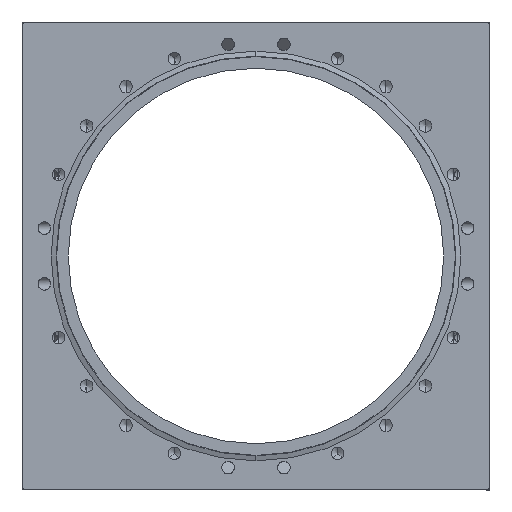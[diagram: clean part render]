
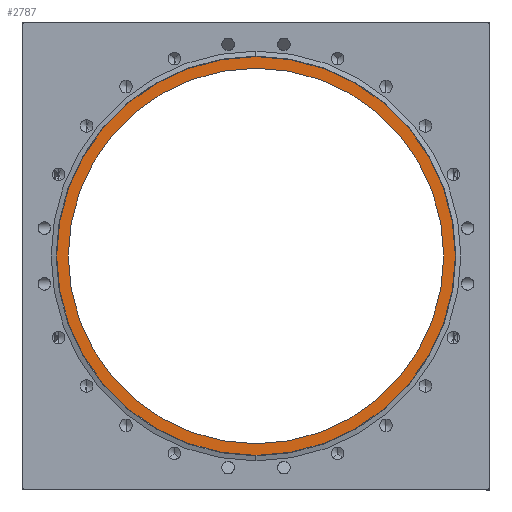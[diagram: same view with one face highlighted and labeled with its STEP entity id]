
A CAD part, left-side view. The second image highlights one B-rep face of the part: STEP entity #2787.
In plain terms, the highlighted face is planar.
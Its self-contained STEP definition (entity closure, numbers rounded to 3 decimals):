
#243 = CARTESIAN_POINT ( 'NONE',  ( 0., 22.75, -101.9 ) ) ;
#244 = CARTESIAN_POINT ( 'NONE',  ( 0., 22.75, -108.213 ) ) ;
#646 = ORIENTED_EDGE ( 'NONE', *, *, #5212, .F. ) ;
#655 = ORIENTED_EDGE ( 'NONE', *, *, #5206, .T. ) ;
#710 = ORIENTED_EDGE ( 'NONE', *, *, #5248, .F. ) ;
#727 = ORIENTED_EDGE ( 'NONE', *, *, #5249, .T. ) ;
#984 = CARTESIAN_POINT ( 'NONE',  ( 0., 22.75, 101.9 ) ) ;
#1075 = CARTESIAN_POINT ( 'NONE',  ( 0., 22.75, 108.213 ) ) ;
#1232 = EDGE_LOOP ( 'NONE', ( #727, #655 ) ) ;
#1239 = EDGE_LOOP ( 'NONE', ( #710, #646 ) ) ;
#1949 = CARTESIAN_POINT ( 'NONE',  ( 0., 22.75, 0. ) ) ;
#1950 = DIRECTION ( 'NONE',  ( 0., 1., 0. ) ) ;
#1951 = DIRECTION ( 'NONE',  ( 0., 0., 1. ) ) ;
#1968 = CARTESIAN_POINT ( 'NONE',  ( 0., 22.75, 0. ) ) ;
#1969 = DIRECTION ( 'NONE',  ( 0., 1., 0. ) ) ;
#1970 = DIRECTION ( 'NONE',  ( 0., 0., 1. ) ) ;
#2072 = CARTESIAN_POINT ( 'NONE',  ( 0., 22.75, 0. ) ) ;
#2073 = DIRECTION ( 'NONE',  ( 0., 1., 0. ) ) ;
#2074 = DIRECTION ( 'NONE',  ( 0., 0., 1. ) ) ;
#2076 = CARTESIAN_POINT ( 'NONE',  ( 0., 22.75, 0. ) ) ;
#2077 = DIRECTION ( 'NONE',  ( 0., 1., 0. ) ) ;
#2078 = DIRECTION ( 'NONE',  ( 0., 0., 1. ) ) ;
#2483 = AXIS2_PLACEMENT_3D ( 'NONE', #5501, #5499, #5507 ) ;
#2787 = ADVANCED_FACE ( 'NONE', ( #5502, #5504 ), #5505, .F. ) ;
#3317 = VERTEX_POINT ( 'NONE', #984 ) ;
#3421 = VERTEX_POINT ( 'NONE', #1075 ) ;
#3515 = VERTEX_POINT ( 'NONE', #243 ) ;
#3517 = VERTEX_POINT ( 'NONE', #244 ) ;
#4989 = CIRCLE ( 'NONE', #5016, 101.9 ) ;
#4996 = AXIS2_PLACEMENT_3D ( 'NONE', #2072, #2073, #2074 ) ;
#5016 = AXIS2_PLACEMENT_3D ( 'NONE', #1968, #1969, #1970 ) ;
#5023 = CIRCLE ( 'NONE', #4996, 101.9 ) ;
#5206 = EDGE_CURVE ( 'NONE', #3517, #3421, #6274, .T. ) ;
#5212 = EDGE_CURVE ( 'NONE', #3515, #3317, #4989, .T. ) ;
#5248 = EDGE_CURVE ( 'NONE', #3317, #3515, #5023, .T. ) ;
#5249 = EDGE_CURVE ( 'NONE', #3421, #3517, #6363, .T. ) ;
#5499 = DIRECTION ( 'NONE',  ( 0., -1., 0. ) ) ;
#5501 = CARTESIAN_POINT ( 'NONE',  ( -101.9, 22.75, 0. ) ) ;
#5502 = FACE_BOUND ( 'NONE', #1239, .T. ) ;
#5504 = FACE_OUTER_BOUND ( 'NONE', #1232, .T. ) ;
#5505 = PLANE ( 'NONE',  #2483 ) ;
#5507 = DIRECTION ( 'NONE',  ( 0., 0., -1. ) ) ;
#6266 = AXIS2_PLACEMENT_3D ( 'NONE', #1949, #1950, #1951 ) ;
#6274 = CIRCLE ( 'NONE', #6266, 108.213 ) ;
#6363 = CIRCLE ( 'NONE', #6370, 108.213 ) ;
#6370 = AXIS2_PLACEMENT_3D ( 'NONE', #2076, #2077, #2078 ) ;
